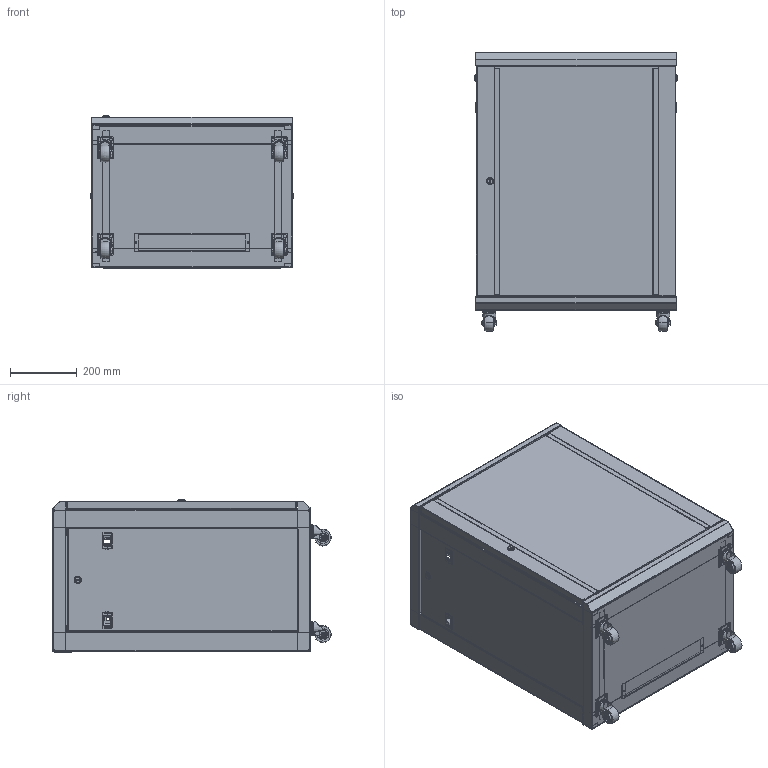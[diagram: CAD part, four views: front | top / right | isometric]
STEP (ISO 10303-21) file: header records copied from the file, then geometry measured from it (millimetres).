
FILE_DESCRIPTION (( 'STEP AP214' ), '1' );
FILE_NAME ('LC-SMA6415_3D.step', '2024-08-30T21:09:32', ( '' ), ( '' ), 'SwSTEP 2.0', 'SolidWorks 2022', '' );
FILE_SCHEMA (( 'AUTOMOTIVE_DESIGN' ));
Length unit declared in the file: millimetre
Products named in the file (38): int lock-wshr, lock^door lock_side pnl assy_LC-SMA6415; screw, Lock^door lock_door assy_LC-SMA6415; door lock^side pnl assy_LC-SMA6415; base cover 450 mm^base cover assy_LC-SMA6415; wshr, lock^door lock_side pnl assy_LC-SMA6415; nut, lock^door lock_side pnl assy_LC-SMA6415; Side Panel^side pnl assy_LC-SMA6415; door assy^LC-SMA6415; Panel Latch^side pnl assy_LC-SMA6415; side pnl assy^LC-SMA6415; cable mgmt plate^base cover assy_LC-SMA6415; vt mtg rails^LC-SMA6415;  door frame w lock^door assy_LC-SMA6415; CASTER^LC-SMA6415; back pl^LC-SMA6415; door lock^door assy_LC-SMA6415; int lock-wshr, lock^door lock_door assy_LC-SMA6415; nut, lock^door lock_door assy_LC-SMA6415; cable mgmt plate^top cover assy_LC-SMA6415; latch, lock^door lock_side pnl assy_LC-SMA6415; frame assy^LC-SMA6415; wshr, lock^door lock_door assy_LC-SMA6415; wall mtg pl^LC-SMA6415; door wshr^LC-SMA6415; LC-SMA6415_3D; hz member^frame assy_LC-SMA6415; door frame^door assy_LC-SMA6415; top cover assy^LC-SMA6415; L Bracket^LC-SMA6415; screw, Lock^door lock_side pnl assy_LC-SMA6415; hz beam^LC-SMA6415; cylinder, lock^door lock_side pnl assy_LC-SMA6415; cylinder, lock^door lock_door assy_LC-SMA6415; Top Cover 450 mm^top cover assy_LC-SMA6415; latch, lock^door lock_door assy_LC-SMA6415; vt member^frame assy_LC-SMA6415; base cover assy^LC-SMA6415; Glass Panel^door assy_LC-SMA6415
Assembly tree (52 placements, depth 4):
  LC-SMA6415_3D
    CASTER^LC-SMA6415  x4
    base cover assy^LC-SMA6415
      base cover 450 mm^base cover assy_LC-SMA6415
      cable mgmt plate^base cover assy_LC-SMA6415
    hz beam^LC-SMA6415  x4
    vt mtg rails^LC-SMA6415  x4
    L Bracket^LC-SMA6415  x2
    side pnl assy^LC-SMA6415  x2
      Side Panel^side pnl assy_LC-SMA6415
      Panel Latch^side pnl assy_LC-SMA6415
      door lock^side pnl assy_LC-SMA6415
        cylinder, lock^door lock_side pnl assy_LC-SMA6415
        latch, lock^door lock_side pnl assy_LC-SMA6415
        nut, lock^door lock_side pnl assy_LC-SMA6415
        wshr, lock^door lock_side pnl assy_LC-SMA6415
        int lock-wshr, lock^door lock_side pnl assy_LC-SMA6415
        screw, Lock^door lock_side pnl assy_LC-SMA6415
    frame assy^LC-SMA6415  x2
      hz member^frame assy_LC-SMA6415
      vt member^frame assy_LC-SMA6415
    back pl^LC-SMA6415
    wall mtg pl^LC-SMA6415
    door wshr^LC-SMA6415
    door assy^LC-SMA6415
      Glass Panel^door assy_LC-SMA6415
       door frame w lock^door assy_LC-SMA6415
      door frame^door assy_LC-SMA6415
      door lock^door assy_LC-SMA6415
        cylinder, lock^door lock_door assy_LC-SMA6415
        latch, lock^door lock_door assy_LC-SMA6415
        nut, lock^door lock_door assy_LC-SMA6415
        wshr, lock^door lock_door assy_LC-SMA6415
        int lock-wshr, lock^door lock_door assy_LC-SMA6415
        screw, Lock^door lock_door assy_LC-SMA6415
    top cover assy^LC-SMA6415
      Top Cover 450 mm^top cover assy_LC-SMA6415
      cable mgmt plate^top cover assy_LC-SMA6415
Bounding box: 604 x 833.61 x 455.44 mm (x, y, z)
Volume: 3685822.5 mm3; surface area: 6219654.2 mm2
Topology: 54 solids, 63 shells, 4899 faces, 13862 edges, 9078 vertices
Faces by surface type: plane 3349, cylinder 1244, bspline 164, cone 134, torus 8
Entity records: 82424 total; most frequent: CARTESIAN_POINT 17313, ORIENTED_EDGE 11861, DIRECTION 11436, EDGE_CURVE 5944, VECTOR 4108, LINE 4108, VERTEX_POINT 3890, AXIS2_PLACEMENT_3D 3664
